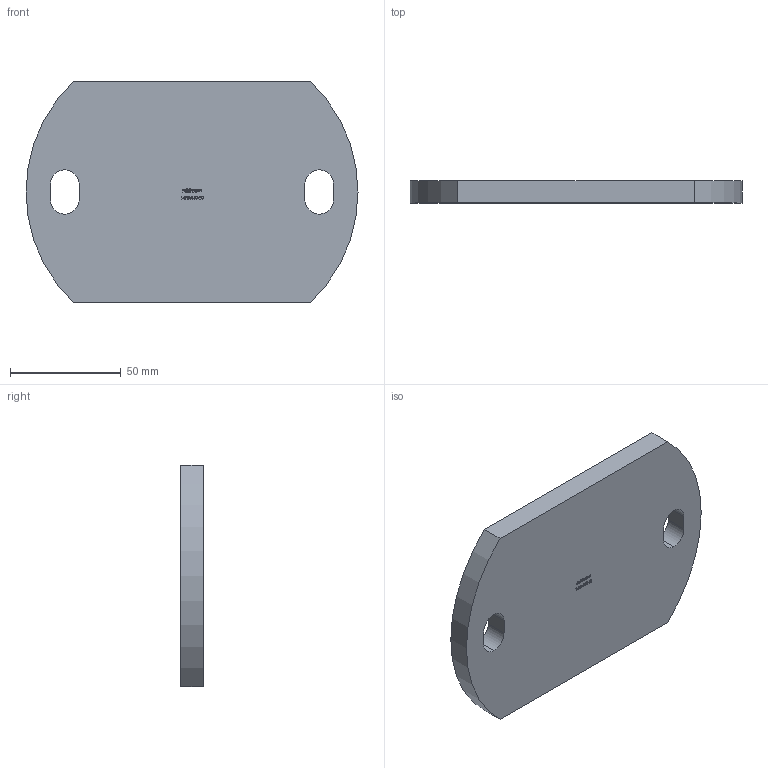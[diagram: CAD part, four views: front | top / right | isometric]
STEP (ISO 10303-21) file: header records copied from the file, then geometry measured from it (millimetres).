
FILE_DESCRIPTION (( 'STEP AP203' ), '1' );
FILE_NAME ('1423-240-10.step', '2020-10-22T11:43:04', ( '' ), ( '' ), 'SwSTEP 2.0', 'SolidWorks 2018', '' );
FILE_SCHEMA (( 'CONFIG_CONTROL_DESIGN' ));
Length unit declared in the file: millimetre
Products named in the file (2): 1423-240-10
Bounding box: 150 x 10 x 100 mm (x, y, z)
Volume: 132225.1 mm3; surface area: 31930 mm2
Topology: 1 solids, 1 shells, 249 faces, 663 edges, 442 vertices
Faces by surface type: plane 149, bspline 92, cylinder 8
Entity records: 12932 total; most frequent: CARTESIAN_POINT 7176, ORIENTED_EDGE 1326, DIRECTION 813, EDGE_CURVE 663, LINE 463, VECTOR 463, VERTEX_POINT 442, EDGE_LOOP 279
